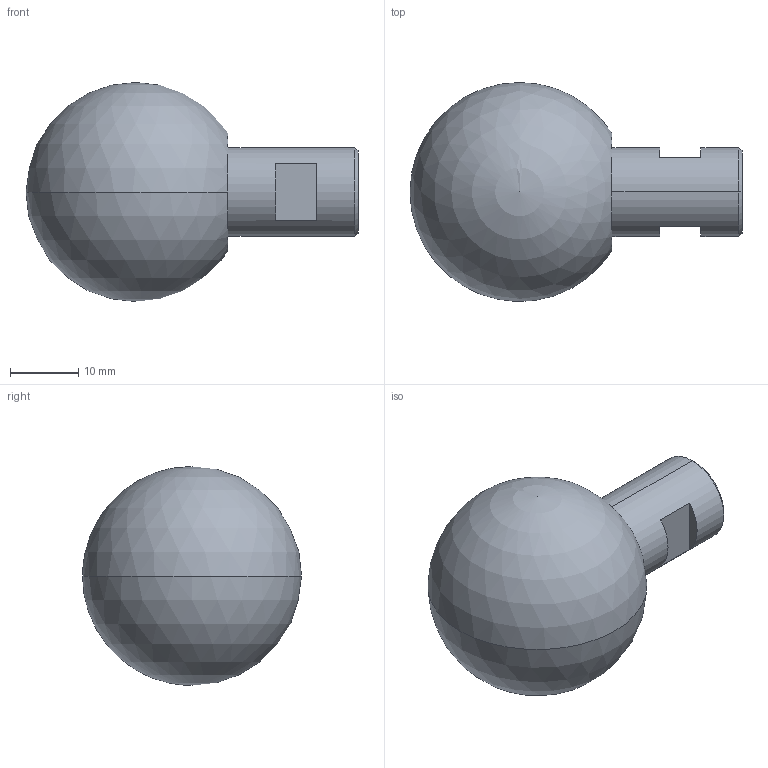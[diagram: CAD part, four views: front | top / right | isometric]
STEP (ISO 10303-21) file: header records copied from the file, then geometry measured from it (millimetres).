
FILE_DESCRIPTION (( 'STEP AP203' ), '1' );
FILE_NAME ('SF-K0726-080.STEP', '2025-03-12T06:54:58', ( '微软用户' ), ( '微软中国' ), 'SwSTEP 2.0', 'SolidWorks 2016', '' );
FILE_SCHEMA (( 'CONFIG_CONTROL_DESIGN' ));
Length unit declared in the file: millimetre
Products named in the file (1): SF-K0726-080
Bounding box: 48.5 x 31.99 x 32 mm (x, y, z)
Volume: 18527.8 mm3; surface area: 4407.3 mm2
Topology: 1 solids, 1 shells, 20 faces, 45 edges, 27 vertices
Faces by surface type: plane 8, cone 6, cylinder 4, sphere 2
Entity records: 587 total; most frequent: DIRECTION 100, CARTESIAN_POINT 83, ORIENTED_EDGE 76, AXIS2_PLACEMENT_3D 41, EDGE_CURVE 38, VERTEX_POINT 24, EDGE_LOOP 24, FACE_OUTER_BOUND 20
